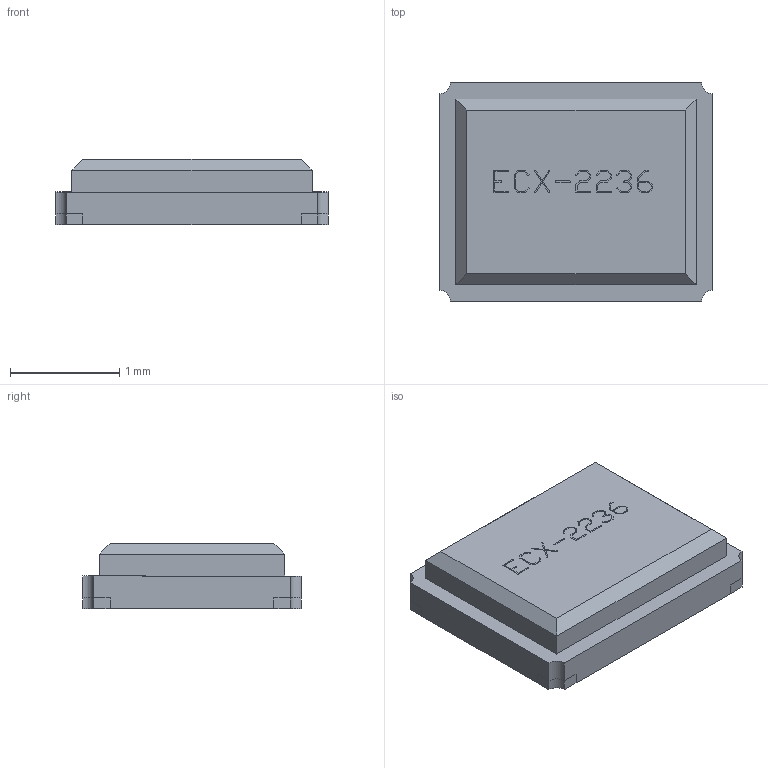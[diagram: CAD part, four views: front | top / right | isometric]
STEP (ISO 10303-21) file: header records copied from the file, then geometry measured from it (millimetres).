
FILE_DESCRIPTION(/* description */ (''),/* implementation_level */ '2;1');
FILE_NAME(/* name */ 'ecx-2236.step',/* time_stamp */ '2021-09-07T09:45:53+02:00',/* author */ (''),/* organization */ (''),/* preprocessor_version */ 'ST-DEVELOPER v18.1',/* originating_system */ 'Autodesk Translation Framework v10.10.0.1391',/* authorisation */ '');
FILE_SCHEMA (('AUTOMOTIVE_DESIGN { 1 0 10303 214 3 1 1 }'));
Length unit declared in the file: millimetre
Products named in the file (2): (Unsaved); Component1
Assembly tree (1 placements, depth 2):
  (Unsaved)
    Component1
Bounding box: 2.5 x 2 x 0.6 mm (x, y, z)
Volume: 2.6 mm3; surface area: 28.1 mm2
Topology: 6 solids, 6 shells, 103 faces, 444 edges, 362 vertices
Faces by surface type: plane 95, cylinder 8
Entity records: 5033 total; most frequent: CARTESIAN_POINT 1220, ORIENTED_EDGE 888, DIRECTION 616, EDGE_CURVE 444, LINE 372, VECTOR 372, VERTEX_POINT 362, AXIS2_PLACEMENT_3D 122
